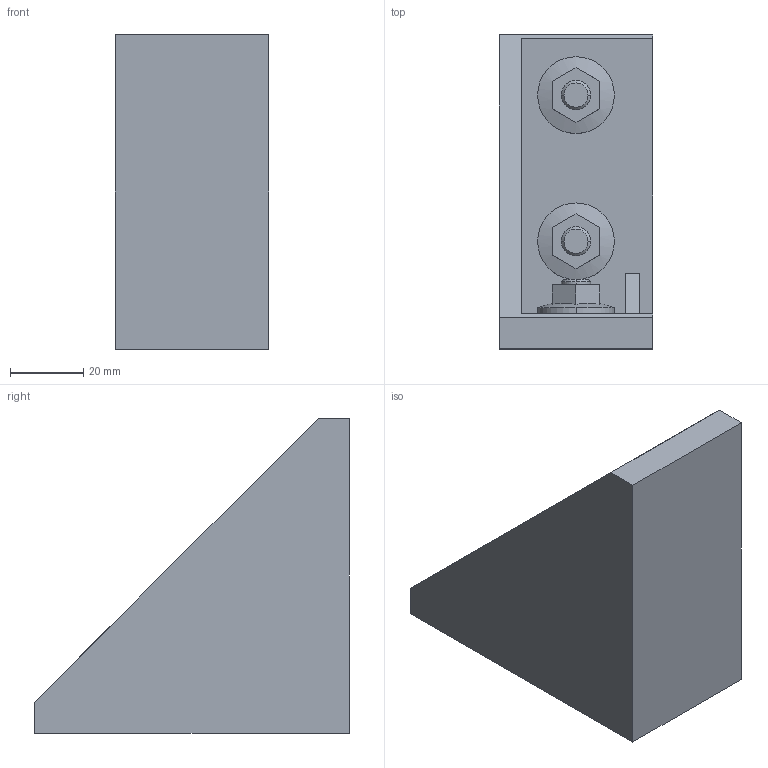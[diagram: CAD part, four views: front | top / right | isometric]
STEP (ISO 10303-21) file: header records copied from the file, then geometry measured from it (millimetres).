
FILE_DESCRIPTION (( 'STEP AP214' ), '1' );
FILE_NAME ('62613001', '2019-02-04T09:38:12', ( '' ), ('JUGARD+KÜNSTNER GmbH'), 'SwSTEP 2.0', 'SolidWorks 2017', '' );
FILE_SCHEMA (( 'AUTOMOTIVE_DESIGN' ));
Length unit declared in the file: millimetre
Products named in the file (1): 62613001_CNAJF00
Bounding box: 42 x 86 x 86 mm (x, y, z)
Volume: 88923.1 mm3; surface area: 24549.6 mm2
Topology: 1 solids, 1 shells, 75 faces, 181 edges, 118 vertices
Faces by surface type: plane 45, cylinder 16, cone 8, bspline 6
Entity records: 2466 total; most frequent: CARTESIAN_POINT 529, DIRECTION 365, ORIENTED_EDGE 362, EDGE_CURVE 181, AXIS2_PLACEMENT_3D 130, VERTEX_POINT 118, LINE 105, VECTOR 105
